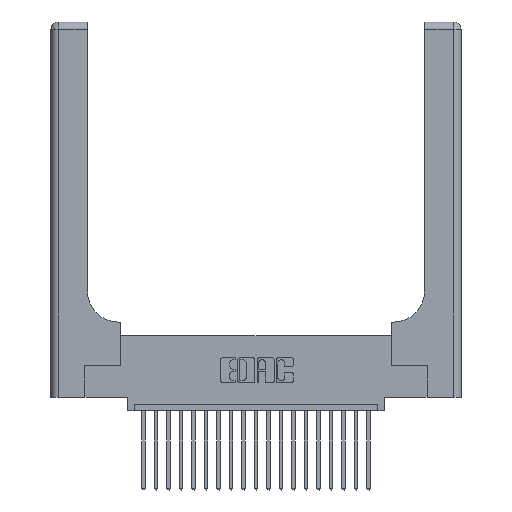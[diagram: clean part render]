
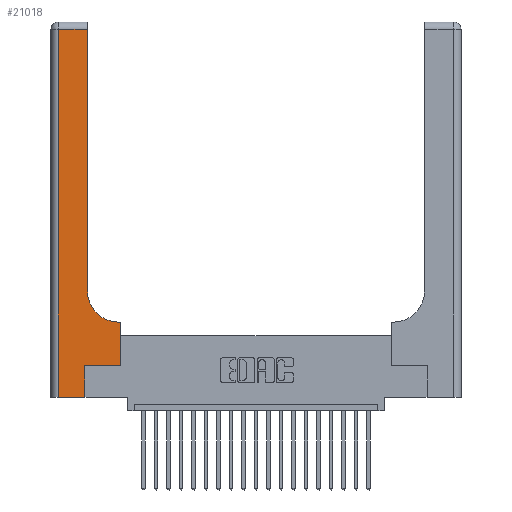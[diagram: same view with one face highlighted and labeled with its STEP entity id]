
A CAD part, top view. The second image highlights one B-rep face of the part: STEP entity #21018.
In plain terms, the highlighted planar face has unit normal (0, 0, 1).
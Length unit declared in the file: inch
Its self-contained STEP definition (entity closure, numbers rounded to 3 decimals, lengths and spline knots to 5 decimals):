
#309 = VERTEX_POINT ( 'NONE', #18709 ) ;
#449 = ORIENTED_EDGE ( 'NONE', *, *, #2169, .T. ) ;
#549 = VERTEX_POINT ( 'NONE', #13570 ) ;
#944 = CARTESIAN_POINT ( 'NONE',  ( 0.269, 0., 0.37 ) ) ;
#1402 = EDGE_CURVE ( 'NONE', #19210, #11283, #22339, .T. ) ;
#1703 = CARTESIAN_POINT ( 'NONE',  ( 0.5585, 0.25, 0.37 ) ) ;
#2105 = ORIENTED_EDGE ( 'NONE', *, *, #8938, .T. ) ;
#2123 = EDGE_LOOP ( 'NONE', ( #13417, #7089, #18706, #13404, #2105, #9968, #20340, #4607, #449 ) ) ;
#2169 = EDGE_CURVE ( 'NONE', #549, #3255, #7444, .T. ) ;
#2664 = CARTESIAN_POINT ( 'NONE',  ( 0.06, 3., 0.37 ) ) ;
#2683 = EDGE_CURVE ( 'NONE', #3503, #7106, #21467, .T. ) ;
#3173 = EDGE_CURVE ( 'NONE', #11283, #3615, #15925, .T. ) ;
#3196 = LINE ( 'NONE', #16508, #21342 ) ;
#3255 = VERTEX_POINT ( 'NONE', #20508 ) ;
#3503 = VERTEX_POINT ( 'NONE', #21584 ) ;
#3615 = VERTEX_POINT ( 'NONE', #944 ) ;
#4385 = CARTESIAN_POINT ( 'NONE',  ( 0.2915, 2.94, 0.37 ) ) ;
#4607 = ORIENTED_EDGE ( 'NONE', *, *, #21556, .T. ) ;
#5448 = VECTOR ( 'NONE', #16516, 39.37008 ) ;
#5896 = DIRECTION ( 'NONE',  ( 0., 1., 0. ) ) ;
#6237 = AXIS2_PLACEMENT_3D ( 'NONE', #20652, #6726, #10187 ) ;
#6726 = DIRECTION ( 'NONE',  ( 0., 0., -1. ) ) ;
#7089 = ORIENTED_EDGE ( 'NONE', *, *, #9989, .T. ) ;
#7106 = VERTEX_POINT ( 'NONE', #9101 ) ;
#7232 = DIRECTION ( 'NONE',  ( 0., 1., 0. ) ) ;
#7444 = CIRCLE ( 'NONE', #6237, 0.25 ) ;
#7486 = VECTOR ( 'NONE', #14938, 39.37008 ) ;
#8792 = PLANE ( 'NONE',  #19782 ) ;
#8938 = EDGE_CURVE ( 'NONE', #3615, #3503, #15057, .T. ) ;
#9078 = EDGE_CURVE ( 'NONE', #7106, #309, #12076, .T. ) ;
#9101 = CARTESIAN_POINT ( 'NONE',  ( 0.5585, 0.25, 0.37 ) ) ;
#9197 = LINE ( 'NONE', #10547, #19388 ) ;
#9968 = ORIENTED_EDGE ( 'NONE', *, *, #2683, .T. ) ;
#9989 = EDGE_CURVE ( 'NONE', #15699, #19210, #3196, .T. ) ;
#10163 = CARTESIAN_POINT ( 'NONE',  ( 0.269, 0.25, 0.37 ) ) ;
#10187 = DIRECTION ( 'NONE',  ( 1., 0., 0. ) ) ;
#10250 = CARTESIAN_POINT ( 'NONE',  ( 0.269, 0., 0.37 ) ) ;
#10547 = CARTESIAN_POINT ( 'NONE',  ( 0.2915, 0.6, 0.37 ) ) ;
#11283 = VERTEX_POINT ( 'NONE', #18032 ) ;
#12053 = LINE ( 'NONE', #18523, #12347 ) ;
#12076 = LINE ( 'NONE', #1703, #14220 ) ;
#12347 = VECTOR ( 'NONE', #5896, 39.37008 ) ;
#13404 = ORIENTED_EDGE ( 'NONE', *, *, #3173, .T. ) ;
#13417 = ORIENTED_EDGE ( 'NONE', *, *, #14077, .T. ) ;
#13570 = CARTESIAN_POINT ( 'NONE',  ( 0.5415, 0.6, 0.37 ) ) ;
#14026 = VECTOR ( 'NONE', #22468, 39.37008 ) ;
#14077 = EDGE_CURVE ( 'NONE', #3255, #15699, #12053, .T. ) ;
#14169 = DIRECTION ( 'NONE',  ( -1., 0., 0. ) ) ;
#14175 = FACE_OUTER_BOUND ( 'NONE', #2123, .T. ) ;
#14220 = VECTOR ( 'NONE', #20837, 39.37008 ) ;
#14312 = CARTESIAN_POINT ( 'NONE',  ( 0., 3., 0.37 ) ) ;
#14938 = DIRECTION ( 'NONE',  ( 0., -1., 0. ) ) ;
#15057 = LINE ( 'NONE', #10250, #19174 ) ;
#15699 = VERTEX_POINT ( 'NONE', #4385 ) ;
#15925 = LINE ( 'NONE', #21977, #5448 ) ;
#15938 = DIRECTION ( 'NONE',  ( -1., 0., 0. ) ) ;
#16508 = CARTESIAN_POINT ( 'NONE',  ( 0., 2.94, 0.37 ) ) ;
#16516 = DIRECTION ( 'NONE',  ( 1., 0., 0. ) ) ;
#17443 = CARTESIAN_POINT ( 'NONE',  ( 0.06, 2.94, 0.37 ) ) ;
#18032 = CARTESIAN_POINT ( 'NONE',  ( 0.06, 0., 0.37 ) ) ;
#18523 = CARTESIAN_POINT ( 'NONE',  ( 0.2915, 3., 0.37 ) ) ;
#18706 = ORIENTED_EDGE ( 'NONE', *, *, #1402, .T. ) ;
#18709 = CARTESIAN_POINT ( 'NONE',  ( 0.5585, 0.6, 0.37 ) ) ;
#18997 = DIRECTION ( 'NONE',  ( -1., 0., 0. ) ) ;
#19174 = VECTOR ( 'NONE', #7232, 39.37008 ) ;
#19210 = VERTEX_POINT ( 'NONE', #17443 ) ;
#19329 = DIRECTION ( 'NONE',  ( 0., 0., -1. ) ) ;
#19388 = VECTOR ( 'NONE', #18997, 39.37008 ) ;
#19782 = AXIS2_PLACEMENT_3D ( 'NONE', #14312, #19329, #14169 ) ;
#20340 = ORIENTED_EDGE ( 'NONE', *, *, #9078, .T. ) ;
#20508 = CARTESIAN_POINT ( 'NONE',  ( 0.2915, 0.85, 0.37 ) ) ;
#20652 = CARTESIAN_POINT ( 'NONE',  ( 0.5415, 0.85, 0.37 ) ) ;
#20837 = DIRECTION ( 'NONE',  ( 0., 1., 0. ) ) ;
#21018 = ADVANCED_FACE ( 'NONE', ( #14175 ), #8792, .F. ) ;
#21342 = VECTOR ( 'NONE', #15938, 39.37008 ) ;
#21467 = LINE ( 'NONE', #10163, #14026 ) ;
#21556 = EDGE_CURVE ( 'NONE', #309, #549, #9197, .T. ) ;
#21584 = CARTESIAN_POINT ( 'NONE',  ( 0.269, 0.25, 0.37 ) ) ;
#21977 = CARTESIAN_POINT ( 'NONE',  ( 0., 0., 0.37 ) ) ;
#22339 = LINE ( 'NONE', #2664, #7486 ) ;
#22468 = DIRECTION ( 'NONE',  ( 1., 0., 0. ) ) ;
